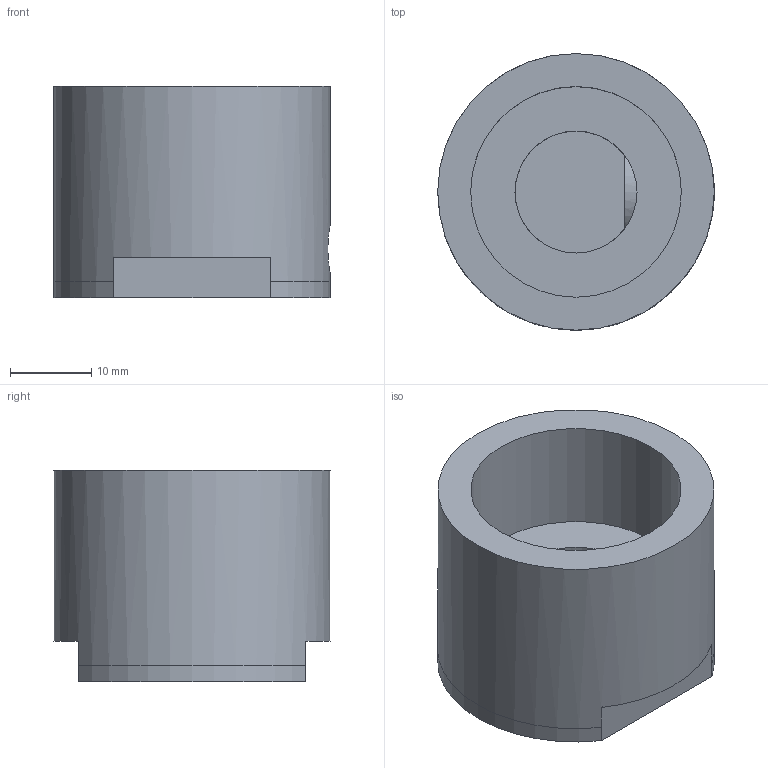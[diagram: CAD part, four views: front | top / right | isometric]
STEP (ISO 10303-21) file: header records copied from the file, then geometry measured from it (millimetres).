
FILE_DESCRIPTION(('FreeCAD Model'),'2;1');
FILE_NAME('Open CASCADE Shape Model','2026-01-27T06:58:32',(''),(''), 'Open CASCADE STEP processor 7.8','FreeCAD','Unknown');
FILE_SCHEMA(('AUTOMOTIVE_DESIGN { 1 0 10303 214 1 1 1 1 }'));
Length unit declared in the file: millimetre
Products named in the file (1): Body
Bounding box: 34 x 34 x 26 mm (x, y, z)
Volume: 13828.3 mm3; surface area: 6337.1 mm2
Topology: 1 solids, 1 shells, 19 faces, 50 edges, 34 vertices
Faces by surface type: cylinder 10, plane 9
Full cylindrical faces by diameter (mm): 6.2 x1, 15 x1, 25.9 x1, 34 x1
Entity records: 1618 total; most frequent: CARTESIAN_POINT 627, DIRECTION 174, ORIENTED_EDGE 100, PCURVE 100, DEFINITIONAL_REPRESENTATION 100, LINE 90, VECTOR 90, EDGE_CURVE 50
